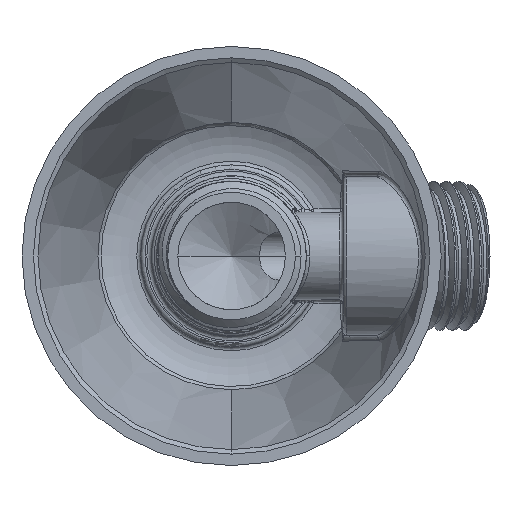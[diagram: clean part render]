
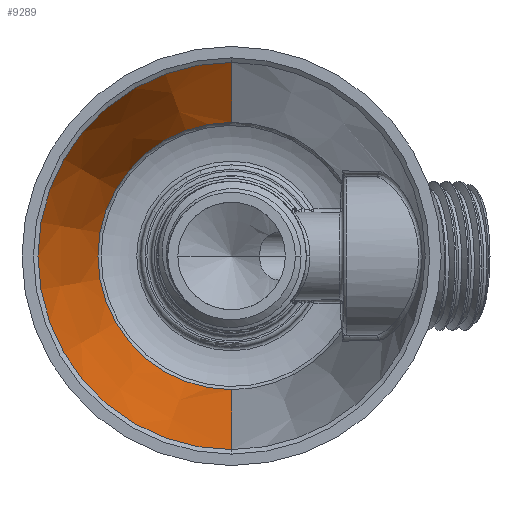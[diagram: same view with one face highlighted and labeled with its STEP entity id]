
A CAD part, left-side view. The second image highlights one B-rep face of the part: STEP entity #9289.
In plain terms, the highlighted conical face has half-angle 14.534 degrees and reference radius 22.805 mm.
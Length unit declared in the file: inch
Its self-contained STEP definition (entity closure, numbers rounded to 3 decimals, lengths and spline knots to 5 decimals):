
#3367=CARTESIAN_POINT('',(0.01936,0.,0.));
#3368=DIRECTION('',(1.,0.,0.));
#3369=DIRECTION('',(0.,0.,-1.));
#3370=AXIS2_PLACEMENT_3D('',#3367,#3368,#3369);
#3372=DIRECTION('',(0.968,0.,-0.251));
#3373=VECTOR('',#3372,1.31083);
#3374=CARTESIAN_POINT('',(0.01936,0.,
1.06234));
#3375=LINE('',#3374,#3373);
#3376=CARTESIAN_POINT('',(1.28824,0.,0.));
#3377=DIRECTION('',(1.,0.,0.));
#3378=DIRECTION('',(0.,0.,-1.));
#3379=AXIS2_PLACEMENT_3D('',#3376,#3377,#3378);
#3381=DIRECTION('',(0.968,0.,0.251));
#3382=VECTOR('',#3381,1.31083);
#3383=CARTESIAN_POINT('',(0.01936,0.,
-1.06234));
#3384=LINE('',#3383,#3382);
#3406=CARTESIAN_POINT('',(1.28824,0.,-0.73337));
#3407=CARTESIAN_POINT('',(1.28824,0.,0.73337));
#3408=VERTEX_POINT('',#3406);
#3409=VERTEX_POINT('',#3407);
#3494=CARTESIAN_POINT('',(0.01936,0.,-1.06234));
#3495=CARTESIAN_POINT('',(0.01936,0.,1.06234));
#3496=VERTEX_POINT('',#3494);
#3497=VERTEX_POINT('',#3495);
#9278=CARTESIAN_POINT('',(0.6538,0.,0.));
#9279=DIRECTION('',(-1.,0.,0.));
#9280=DIRECTION('',(0.,0.,1.));
#9281=AXIS2_PLACEMENT_3D('',#9278,#9279,#9280);
#9282=CONICAL_SURFACE('',#9281,0.89785,14.534);
#9283=ORIENTED_EDGE('',*,*,#4034,.T.);
#9284=ORIENTED_EDGE('',*,*,#4065,.T.);
#9285=ORIENTED_EDGE('',*,*,#4661,.F.);
#9286=ORIENTED_EDGE('',*,*,#4068,.F.);
#9287=EDGE_LOOP('',(#9283,#9284,#9285,#9286));
#9288=FACE_OUTER_BOUND('',#9287,.F.);
#9289=ADVANCED_FACE('',(#9288),#9282,.F.);
#3371=CIRCLE('',#3370,1.06234);
#3380=CIRCLE('',#3379,0.73337);
#4034=EDGE_CURVE('',#3496,#3497,#3371,.T.);
#4065=EDGE_CURVE('',#3497,#3409,#3375,.T.);
#4068=EDGE_CURVE('',#3496,#3408,#3384,.T.);
#4661=EDGE_CURVE('',#3408,#3409,#3380,.T.);
